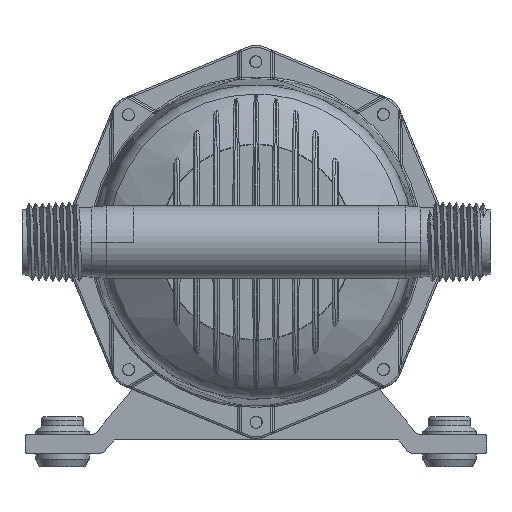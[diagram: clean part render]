
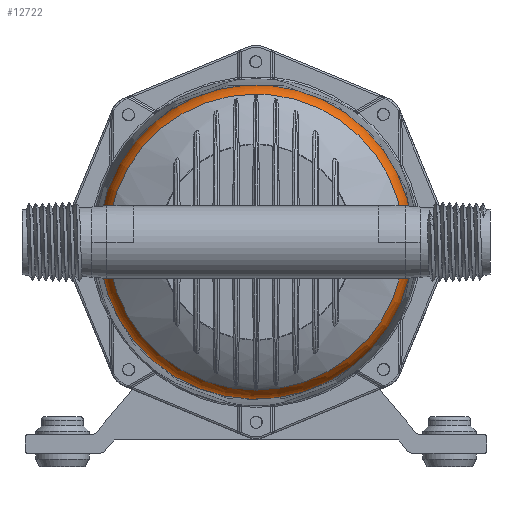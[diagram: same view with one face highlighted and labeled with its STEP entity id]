
A CAD part, front view. The second image highlights one B-rep face of the part: STEP entity #12722.
In plain terms, the highlighted toroidal (fillet/blend) face has major radius 32.639 mm and minor radius 10 mm.
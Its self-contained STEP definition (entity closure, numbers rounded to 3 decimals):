
#1112=TOROIDAL_SURFACE('',#13752,32.639,10.);
#1737=FACE_OUTER_BOUND('',#2536,.T.);
#2536=EDGE_LOOP('',(#9824,#9825,#9826,#9827,#9828,#9829,#9830));
#3297=CIRCLE('',#13736,40.17);
#3308=CIRCLE('',#13753,40.17);
#3309=CIRCLE('',#13754,10.);
#3310=CIRCLE('',#13755,42.638);
#3311=CIRCLE('',#13756,42.638);
#3312=CIRCLE('',#13757,40.17);
#5565=VERTEX_POINT('',#45588);
#5566=VERTEX_POINT('',#45589);
#5604=VERTEX_POINT('',#46308);
#5605=VERTEX_POINT('',#46310);
#5606=VERTEX_POINT('',#46312);
#7089=EDGE_CURVE('',#5565,#5566,#3297,.T.);
#7133=EDGE_CURVE('',#5566,#5604,#3308,.T.);
#7134=EDGE_CURVE('',#5604,#5605,#3309,.T.);
#7135=EDGE_CURVE('',#5606,#5605,#3310,.T.);
#7136=EDGE_CURVE('',#5605,#5606,#3311,.T.);
#7137=EDGE_CURVE('',#5604,#5565,#3312,.T.);
#9824=ORIENTED_EDGE('',*,*,#7133,.T.);
#9825=ORIENTED_EDGE('',*,*,#7134,.T.);
#9826=ORIENTED_EDGE('',*,*,#7135,.F.);
#9827=ORIENTED_EDGE('',*,*,#7136,.F.);
#9828=ORIENTED_EDGE('',*,*,#7134,.F.);
#9829=ORIENTED_EDGE('',*,*,#7137,.T.);
#9830=ORIENTED_EDGE('',*,*,#7089,.T.);
#12722=ADVANCED_FACE('',(#1737),#1112,.T.);
#13736=AXIS2_PLACEMENT_3D('',#45590,#15693,#15694);
#13752=AXIS2_PLACEMENT_3D('',#46307,#15725,#15726);
#13753=AXIS2_PLACEMENT_3D('',#46309,#15727,#15728);
#13754=AXIS2_PLACEMENT_3D('',#46311,#15729,#15730);
#13755=AXIS2_PLACEMENT_3D('',#46313,#15731,#15732);
#13756=AXIS2_PLACEMENT_3D('',#46314,#15733,#15734);
#13757=AXIS2_PLACEMENT_3D('',#46315,#15735,#15736);
#15693=DIRECTION('center_axis',(0.,1.,0.));
#15694=DIRECTION('ref_axis',(0.,0.,-1.));
#15725=DIRECTION('center_axis',(0.,-1.,0.));
#15726=DIRECTION('ref_axis',(-0.092,0.,-0.996));
#15727=DIRECTION('center_axis',(0.,1.,0.));
#15728=DIRECTION('ref_axis',(0.,0.,1.));
#15729=DIRECTION('center_axis',(-0.996,0.,0.092));
#15730=DIRECTION('ref_axis',(0.092,0.,0.996));
#15731=DIRECTION('center_axis',(0.,1.,0.));
#15732=DIRECTION('ref_axis',(-0.102,0.,-0.995));
#15733=DIRECTION('center_axis',(0.,1.,0.));
#15734=DIRECTION('ref_axis',(-0.102,0.,-0.995));
#15735=DIRECTION('center_axis',(0.,1.,0.));
#15736=DIRECTION('ref_axis',(0.,0.,1.));
#45588=CARTESIAN_POINT('',(0.,-5.811,-40.17));
#45589=CARTESIAN_POINT('',(0.,-5.811,40.17));
#45590=CARTESIAN_POINT('Origin',(0.,-5.811,0.));
#46307=CARTESIAN_POINT('Origin',(0.,0.768,0.));
#46308=CARTESIAN_POINT('',(3.696,-5.811,39.999));
#46309=CARTESIAN_POINT('Origin',(0.,-5.811,0.));
#46310=CARTESIAN_POINT('',(3.923,0.594,42.457));
#46311=CARTESIAN_POINT('Origin',(3.003,0.768,32.501));
#46312=CARTESIAN_POINT('',(-42.638,0.594,0.));
#46313=CARTESIAN_POINT('Origin',(0.,0.594,0.));
#46314=CARTESIAN_POINT('Origin',(0.,0.594,0.));
#46315=CARTESIAN_POINT('Origin',(0.,-5.811,0.));
